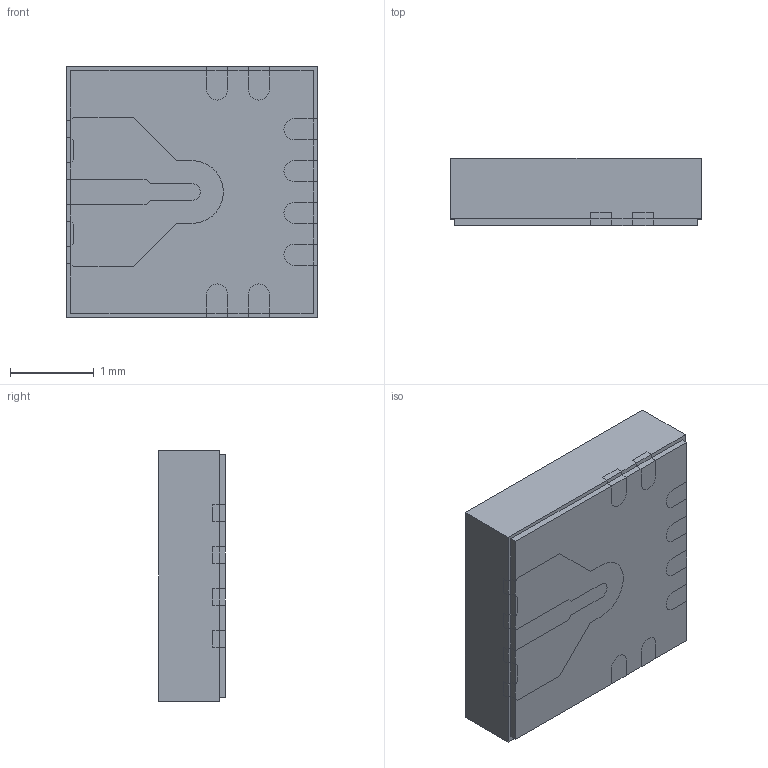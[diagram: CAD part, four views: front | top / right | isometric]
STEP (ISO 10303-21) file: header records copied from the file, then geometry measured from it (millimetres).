
FILE_DESCRIPTION (( 'STEP AP214' ), '1' );
FILE_NAME ('ACS71240KEXBLT-050U5.STEP', '2025-12-10T17:08:42', ( '' ), ( '' ), 'SwSTEP 2.0', 'SolidWorks 2021', '' );
FILE_SCHEMA (( 'AUTOMOTIVE_DESIGN' ));
Length unit declared in the file: millimetre
Products named in the file (1): ACS71240KEXBLT-050U5
Bounding box: 3 x 0.8 x 3 mm (x, y, z)
Volume: 7.2 mm3; surface area: 38.3 mm2
Topology: 11 solids, 11 shells, 215 faces, 568 edges, 376 vertices
Faces by surface type: plane 187, cylinder 28
Entity records: 6678 total; most frequent: CARTESIAN_POINT 1160, ORIENTED_EDGE 1136, DIRECTION 1056, EDGE_CURVE 568, LINE 512, VECTOR 512, VERTEX_POINT 376, AXIS2_PLACEMENT_3D 272
